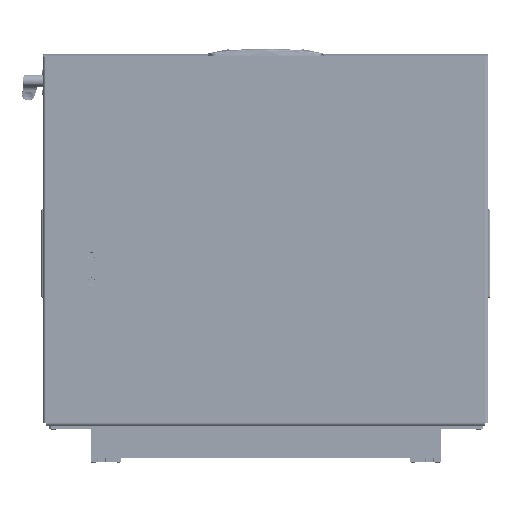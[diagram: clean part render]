
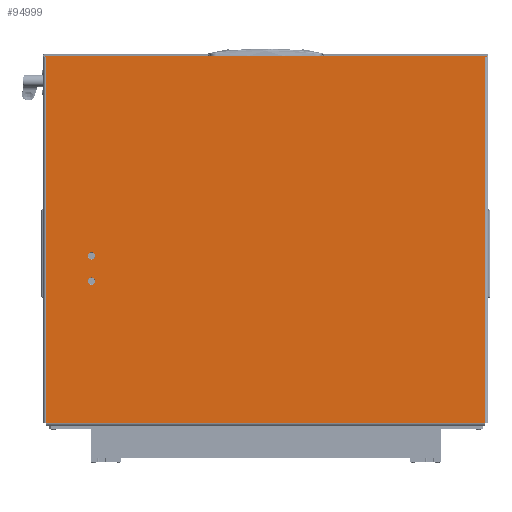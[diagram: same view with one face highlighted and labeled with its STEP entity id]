
A CAD part, front view. The second image highlights one B-rep face of the part: STEP entity #94999.
In plain terms, the highlighted face is planar.
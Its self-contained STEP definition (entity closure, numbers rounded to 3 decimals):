
#982 = DIRECTION ( 'NONE',  ( 0., 1., 0. ) ) ;
#2427 = VERTEX_POINT ( 'NONE', #110809 ) ;
#3922 = CARTESIAN_POINT ( 'NONE',  ( 304.8, 545., 0. ) ) ;
#4849 = LINE ( 'NONE', #118826, #13636 ) ;
#5629 = EDGE_CURVE ( 'NONE', #63253, #87688, #17575, .T. ) ;
#9305 = EDGE_CURVE ( 'NONE', #74228, #132479, #109849, .T. ) ;
#9378 = EDGE_CURVE ( 'NONE', #101580, #74228, #109691, .T. ) ;
#9385 = EDGE_LOOP ( 'NONE', ( #104630, #51102 ) ) ;
#12764 = ORIENTED_EDGE ( 'NONE', *, *, #53697, .F. ) ;
#12795 = DIRECTION ( 'NONE',  ( 0., 1., 0. ) ) ;
#13636 = VECTOR ( 'NONE', #107062, 1000. ) ;
#16054 = EDGE_CURVE ( 'NONE', #121049, #104255, #62849, .T. ) ;
#16807 = ORIENTED_EDGE ( 'NONE', *, *, #77872, .T. ) ;
#17347 = DIRECTION ( 'NONE',  ( -1., 0., 0. ) ) ;
#17575 = CIRCLE ( 'NONE', #88832, 5.2 ) ;
#18739 = EDGE_CURVE ( 'NONE', #87688, #63253, #57535, .T. ) ;
#19773 = CARTESIAN_POINT ( 'NONE',  ( 0., 610., 0. ) ) ;
#20630 = ORIENTED_EDGE ( 'NONE', *, *, #78470, .F. ) ;
#21333 = CIRCLE ( 'NONE', #114510, 5.2 ) ;
#21986 = DIRECTION ( 'NONE',  ( -1., 0., 0. ) ) ;
#29368 = EDGE_LOOP ( 'NONE', ( #12764, #103697, #79593, #65669, #36816, #125969, #16807, #129473 ) ) ;
#29378 = CARTESIAN_POINT ( 'NONE',  ( 506., 608., 0. ) ) ;
#30046 = VECTOR ( 'NONE', #12795, 1000. ) ;
#30222 = ORIENTED_EDGE ( 'NONE', *, *, #92506, .F. ) ;
#31978 = FACE_OUTER_BOUND ( 'NONE', #29368, .T. ) ;
#32519 = EDGE_CURVE ( 'NONE', #2427, #43672, #47387, .T. ) ;
#33173 = DIRECTION ( 'NONE',  ( 0., 1., 0. ) ) ;
#33250 = AXIS2_PLACEMENT_3D ( 'NONE', #89419, #111006, #21986 ) ;
#33826 = FACE_BOUND ( 'NONE', #9385, .T. ) ;
#34939 = CARTESIAN_POINT ( 'NONE',  ( 0., -4., 0. ) ) ;
#36816 = ORIENTED_EDGE ( 'NONE', *, *, #66410, .F. ) ;
#39352 = DIRECTION ( 'NONE',  ( 0., -1., 0. ) ) ;
#40924 = CARTESIAN_POINT ( 'NONE',  ( -2., -2., 0. ) ) ;
#42166 = VECTOR ( 'NONE', #69938, 1000. ) ;
#43672 = VERTEX_POINT ( 'NONE', #119266 ) ;
#46732 = VERTEX_POINT ( 'NONE', #144088 ) ;
#47387 = LINE ( 'NONE', #69457, #42166 ) ;
#47573 = DIRECTION ( 'NONE',  ( -1., 0., 0. ) ) ;
#49880 = VECTOR ( 'NONE', #88651, 1000. ) ;
#50397 = CARTESIAN_POINT ( 'NONE',  ( 0., 610., 0. ) ) ;
#51102 = ORIENTED_EDGE ( 'NONE', *, *, #18739, .F. ) ;
#52018 = CARTESIAN_POINT ( 'NONE',  ( 0., 608., 0. ) ) ;
#53697 = EDGE_CURVE ( 'NONE', #46732, #2427, #116220, .T. ) ;
#53949 = EDGE_LOOP ( 'NONE', ( #30222, #20630 ) ) ;
#56317 = DIRECTION ( 'NONE',  ( -1., 0., 0. ) ) ;
#57535 = CIRCLE ( 'NONE', #112311, 5.2 ) ;
#57785 = CARTESIAN_POINT ( 'NONE',  ( 310., 545., 0. ) ) ;
#62652 = DIRECTION ( 'NONE',  ( 0., 0., -1. ) ) ;
#62849 = LINE ( 'NONE', #52018, #82235 ) ;
#63253 = VERTEX_POINT ( 'NONE', #69148 ) ;
#64019 = CARTESIAN_POINT ( 'NONE',  ( 280.2, 545., 0. ) ) ;
#65669 = ORIENTED_EDGE ( 'NONE', *, *, #9305, .T. ) ;
#66410 = EDGE_CURVE ( 'NONE', #104255, #132479, #130496, .T. ) ;
#69148 = CARTESIAN_POINT ( 'NONE',  ( 269.8, 545., 0. ) ) ;
#69457 = CARTESIAN_POINT ( 'NONE',  ( 0., 0., 0. ) ) ;
#69938 = DIRECTION ( 'NONE',  ( 1., 0., 0. ) ) ;
#72407 = CARTESIAN_POINT ( 'NONE',  ( 506., 608., 0. ) ) ;
#74228 = VERTEX_POINT ( 'NONE', #85942 ) ;
#77755 = VERTEX_POINT ( 'NONE', #3922 ) ;
#77872 = EDGE_CURVE ( 'NONE', #121049, #43672, #132495, .T. ) ;
#78470 = EDGE_CURVE ( 'NONE', #119062, #77755, #21333, .T. ) ;
#79303 = CARTESIAN_POINT ( 'NONE',  ( -2., -4., 0. ) ) ;
#79593 = ORIENTED_EDGE ( 'NONE', *, *, #9378, .T. ) ;
#81010 = CARTESIAN_POINT ( 'NONE',  ( 310., 545., 0. ) ) ;
#82235 = VECTOR ( 'NONE', #96716, 1000. ) ;
#84111 = CIRCLE ( 'NONE', #101794, 5.2 ) ;
#85942 = CARTESIAN_POINT ( 'NONE',  ( -2., 610., 0. ) ) ;
#87688 = VERTEX_POINT ( 'NONE', #64019 ) ;
#88651 = DIRECTION ( 'NONE',  ( 1., 0., 0. ) ) ;
#88832 = AXIS2_PLACEMENT_3D ( 'NONE', #114879, #136540, #47573 ) ;
#89419 = CARTESIAN_POINT ( 'NONE',  ( 0., 608., 0. ) ) ;
#92142 = EDGE_CURVE ( 'NONE', #46732, #101580, #4849, .T. ) ;
#92506 = EDGE_CURVE ( 'NONE', #77755, #119062, #84111, .T. ) ;
#94999 = ADVANCED_FACE ( 'NONE', ( #33826, #135853, #31978 ), #110536, .T. ) ;
#95540 = VECTOR ( 'NONE', #39352, 1000. ) ;
#96716 = DIRECTION ( 'NONE',  ( -1., 0., 0. ) ) ;
#98751 = VECTOR ( 'NONE', #33173, 1000. ) ;
#101580 = VERTEX_POINT ( 'NONE', #40924 ) ;
#101794 = AXIS2_PLACEMENT_3D ( 'NONE', #81010, #114302, #102546 ) ;
#102546 = DIRECTION ( 'NONE',  ( -1., 0., 0. ) ) ;
#103697 = ORIENTED_EDGE ( 'NONE', *, *, #92142, .T. ) ;
#104255 = VERTEX_POINT ( 'NONE', #137297 ) ;
#104630 = ORIENTED_EDGE ( 'NONE', *, *, #5629, .F. ) ;
#104783 = CARTESIAN_POINT ( 'NONE',  ( 315.2, 545., 0. ) ) ;
#107062 = DIRECTION ( 'NONE',  ( -1., 0., 0. ) ) ;
#107877 = CARTESIAN_POINT ( 'NONE',  ( 275., 545., 0. ) ) ;
#109691 = LINE ( 'NONE', #79303, #132671 ) ;
#109849 = LINE ( 'NONE', #19773, #49880 ) ;
#110536 = PLANE ( 'NONE',  #33250 ) ;
#110809 = CARTESIAN_POINT ( 'NONE',  ( 0., 0., 0. ) ) ;
#110889 = CARTESIAN_POINT ( 'NONE',  ( 0., -4., 0. ) ) ;
#111006 = DIRECTION ( 'NONE',  ( 0., 0., -1. ) ) ;
#112311 = AXIS2_PLACEMENT_3D ( 'NONE', #107877, #62652, #17347 ) ;
#114302 = DIRECTION ( 'NONE',  ( 0., 0., -1. ) ) ;
#114510 = AXIS2_PLACEMENT_3D ( 'NONE', #57785, #134483, #56317 ) ;
#114879 = CARTESIAN_POINT ( 'NONE',  ( 275., 545., 0. ) ) ;
#116220 = LINE ( 'NONE', #34939, #30046 ) ;
#118826 = CARTESIAN_POINT ( 'NONE',  ( 0., -2., 0. ) ) ;
#119062 = VERTEX_POINT ( 'NONE', #104783 ) ;
#119266 = CARTESIAN_POINT ( 'NONE',  ( 506., 0., 0. ) ) ;
#121049 = VERTEX_POINT ( 'NONE', #29378 ) ;
#125969 = ORIENTED_EDGE ( 'NONE', *, *, #16054, .F. ) ;
#129473 = ORIENTED_EDGE ( 'NONE', *, *, #32519, .F. ) ;
#130496 = LINE ( 'NONE', #110889, #98751 ) ;
#132479 = VERTEX_POINT ( 'NONE', #50397 ) ;
#132495 = LINE ( 'NONE', #72407, #95540 ) ;
#132671 = VECTOR ( 'NONE', #982, 1000. ) ;
#134483 = DIRECTION ( 'NONE',  ( 0., 0., -1. ) ) ;
#135853 = FACE_BOUND ( 'NONE', #53949, .T. ) ;
#136540 = DIRECTION ( 'NONE',  ( 0., 0., -1. ) ) ;
#137297 = CARTESIAN_POINT ( 'NONE',  ( 0., 608., 0. ) ) ;
#144088 = CARTESIAN_POINT ( 'NONE',  ( 0., -2., 0. ) ) ;
